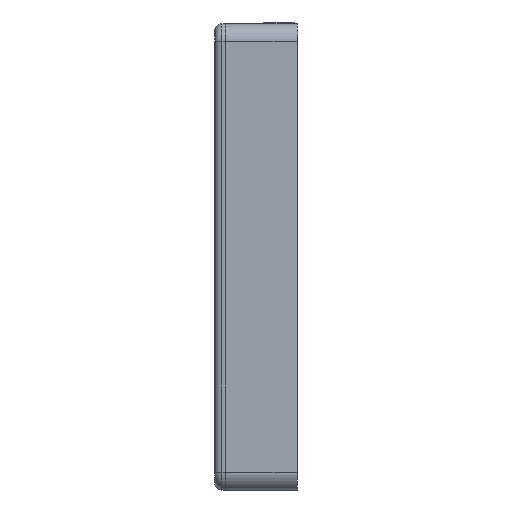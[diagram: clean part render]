
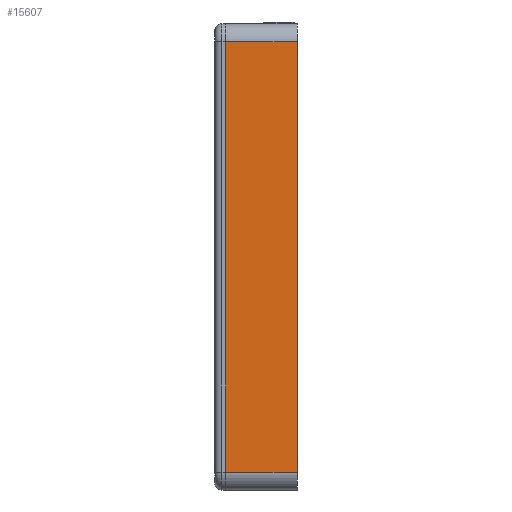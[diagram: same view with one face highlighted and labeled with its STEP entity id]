
A CAD part, left-side view. The second image highlights one B-rep face of the part: STEP entity #15607.
In plain terms, the highlighted planar face has unit normal (-1, 0, 0).
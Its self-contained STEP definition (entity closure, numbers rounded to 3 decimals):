
#2047=FACE_OUTER_BOUND('',#2945,.T.);
#2945=EDGE_LOOP('',(#14093,#14094,#14095,#14096));
#4319=LINE('',#28211,#5834);
#4486=LINE('',#28717,#6001);
#4490=LINE('',#28731,#6005);
#4491=LINE('',#28733,#6006);
#5834=VECTOR('',#18397,10.);
#6001=VECTOR('',#18920,10.);
#6005=VECTOR('',#18940,10.);
#6006=VECTOR('',#18943,10.);
#7323=VERTEX_POINT('',#28200);
#7327=VERTEX_POINT('',#28209);
#7487=VERTEX_POINT('',#28714);
#7488=VERTEX_POINT('',#28716);
#9463=EDGE_CURVE('',#7327,#7323,#4319,.T.);
#9707=EDGE_CURVE('',#7487,#7488,#4486,.T.);
#9714=EDGE_CURVE('',#7327,#7488,#4490,.T.);
#9715=EDGE_CURVE('',#7323,#7487,#4491,.T.);
#14093=ORIENTED_EDGE('',*,*,#9463,.F.);
#14094=ORIENTED_EDGE('',*,*,#9714,.T.);
#14095=ORIENTED_EDGE('',*,*,#9707,.F.);
#14096=ORIENTED_EDGE('',*,*,#9715,.F.);
#14816=PLANE('',#16237);
#15607=ADVANCED_FACE('',(#2047),#14816,.T.);
#16237=AXIS2_PLACEMENT_3D('',#28732,#18941,#18942);
#18397=DIRECTION('',(0.,0.,-1.));
#18920=DIRECTION('',(0.,0.,1.));
#18940=DIRECTION('',(0.,1.,0.));
#18941=DIRECTION('center_axis',(-1.,0.,0.));
#18942=DIRECTION('ref_axis',(0.,0.,1.));
#18943=DIRECTION('',(0.,1.,0.));
#28200=CARTESIAN_POINT('',(-60.,0.,-125.));
#28209=CARTESIAN_POINT('',(-60.,0.,-5.));
#28211=CARTESIAN_POINT('',(-60.,0.,-5.));
#28714=CARTESIAN_POINT('',(-60.,20.,-125.));
#28716=CARTESIAN_POINT('',(-60.,20.,-5.));
#28717=CARTESIAN_POINT('',(-60.,20.,-5.));
#28731=CARTESIAN_POINT('',(-60.,0.,-5.));
#28732=CARTESIAN_POINT('Origin',(-60.,0.,-125.));
#28733=CARTESIAN_POINT('',(-60.,0.,-125.));
